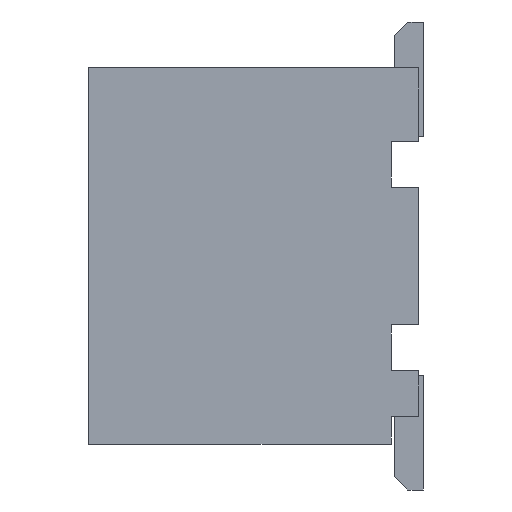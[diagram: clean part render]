
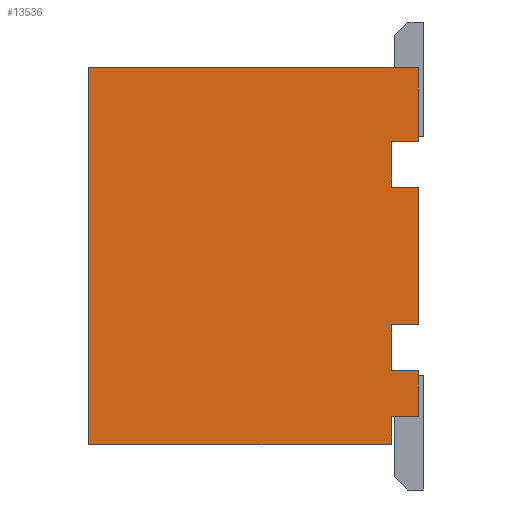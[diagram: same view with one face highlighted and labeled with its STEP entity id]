
A CAD part, left-side view. The second image highlights one B-rep face of the part: STEP entity #13536.
In plain terms, the highlighted planar face has unit normal (-1, 0, 0).
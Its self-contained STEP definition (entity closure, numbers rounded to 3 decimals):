
#1=DIRECTION('',(0.,-1.,0.));
#2=VECTOR('',#1,3.6);
#3=CARTESIAN_POINT('',(-4.9,1.8,2.05));
#4=LINE('',#3,#2);
#5=DIRECTION('',(0.,0.,-1.));
#6=VECTOR('',#5,0.8);
#7=CARTESIAN_POINT('',(-4.9,-1.8,2.05));
#8=LINE('',#7,#6);
#9=DIRECTION('',(0.,1.,0.));
#10=VECTOR('',#9,0.3);
#11=CARTESIAN_POINT('',(-4.9,-1.8,1.25));
#12=LINE('',#11,#10);
#13=DIRECTION('',(0.,0.,-1.));
#14=VECTOR('',#13,0.5);
#15=CARTESIAN_POINT('',(-4.9,-1.5,1.25));
#16=LINE('',#15,#14);
#17=DIRECTION('',(0.,-1.,0.));
#18=VECTOR('',#17,0.3);
#19=CARTESIAN_POINT('',(-4.9,-1.5,0.75));
#20=LINE('',#19,#18);
#21=DIRECTION('',(0.,0.,-1.));
#22=VECTOR('',#21,1.5);
#23=CARTESIAN_POINT('',(-4.9,-1.8,0.75));
#24=LINE('',#23,#22);
#25=DIRECTION('',(0.,1.,0.));
#26=VECTOR('',#25,0.3);
#27=CARTESIAN_POINT('',(-4.9,-1.8,-0.75));
#28=LINE('',#27,#26);
#29=DIRECTION('',(0.,0.,-1.));
#30=VECTOR('',#29,0.5);
#31=CARTESIAN_POINT('',(-4.9,-1.5,-0.75));
#32=LINE('',#31,#30);
#33=DIRECTION('',(0.,-1.,0.));
#34=VECTOR('',#33,0.3);
#35=CARTESIAN_POINT('',(-4.9,-1.5,-1.25));
#36=LINE('',#35,#34);
#37=DIRECTION('',(0.,0.,-1.));
#38=VECTOR('',#37,0.5);
#39=CARTESIAN_POINT('',(-4.9,-1.8,-1.25));
#40=LINE('',#39,#38);
#41=DIRECTION('',(0.,1.,0.));
#42=VECTOR('',#41,0.3);
#43=CARTESIAN_POINT('',(-4.9,-1.8,-1.75));
#44=LINE('',#43,#42);
#45=DIRECTION('',(0.,0.,-1.));
#46=VECTOR('',#45,0.3);
#47=CARTESIAN_POINT('',(-4.9,-1.5,-1.75));
#48=LINE('',#47,#46);
#49=DIRECTION('',(0.,1.,0.));
#50=VECTOR('',#49,3.3);
#51=CARTESIAN_POINT('',(-4.9,-1.5,-2.05));
#52=LINE('',#51,#50);
#53=DIRECTION('',(0.,0.,1.));
#54=VECTOR('',#53,4.1);
#55=CARTESIAN_POINT('',(-4.9,1.8,-2.05));
#56=LINE('',#55,#54);
#10153=CARTESIAN_POINT('',(-4.9,1.8,2.05));
#10154=CARTESIAN_POINT('',(-4.9,-1.8,2.05));
#10155=VERTEX_POINT('',#10153);
#10156=VERTEX_POINT('',#10154);
#10157=CARTESIAN_POINT('',(-4.9,-1.8,1.25));
#10158=VERTEX_POINT('',#10157);
#10159=CARTESIAN_POINT('',(-4.9,-1.5,1.25));
#10160=VERTEX_POINT('',#10159);
#10161=CARTESIAN_POINT('',(-4.9,-1.5,0.75));
#10162=VERTEX_POINT('',#10161);
#10163=CARTESIAN_POINT('',(-4.9,-1.8,0.75));
#10164=VERTEX_POINT('',#10163);
#10165=CARTESIAN_POINT('',(-4.9,-1.8,-0.75));
#10166=VERTEX_POINT('',#10165);
#10167=CARTESIAN_POINT('',(-4.9,-1.5,-0.75));
#10168=VERTEX_POINT('',#10167);
#10169=CARTESIAN_POINT('',(-4.9,-1.5,-1.25));
#10170=VERTEX_POINT('',#10169);
#10171=CARTESIAN_POINT('',(-4.9,-1.8,-1.25));
#10172=VERTEX_POINT('',#10171);
#10173=CARTESIAN_POINT('',(-4.9,-1.8,-1.75));
#10174=VERTEX_POINT('',#10173);
#10175=CARTESIAN_POINT('',(-4.9,-1.5,-1.75));
#10176=VERTEX_POINT('',#10175);
#10177=CARTESIAN_POINT('',(-4.9,-1.5,-2.05));
#10178=VERTEX_POINT('',#10177);
#10179=CARTESIAN_POINT('',(-4.9,1.8,-2.05));
#10180=VERTEX_POINT('',#10179);
#13501=CARTESIAN_POINT('',(-4.9,0.,0.));
#13502=DIRECTION('',(1.,0.,0.));
#13503=DIRECTION('',(0.,0.,-1.));
#13504=AXIS2_PLACEMENT_3D('',#13501,#13502,#13503);
#13505=PLANE('',#13504);
#13507=ORIENTED_EDGE('',*,*,#13506,.T.);
#13509=ORIENTED_EDGE('',*,*,#13508,.T.);
#13511=ORIENTED_EDGE('',*,*,#13510,.T.);
#13513=ORIENTED_EDGE('',*,*,#13512,.T.);
#13515=ORIENTED_EDGE('',*,*,#13514,.T.);
#13517=ORIENTED_EDGE('',*,*,#13516,.T.);
#13519=ORIENTED_EDGE('',*,*,#13518,.T.);
#13521=ORIENTED_EDGE('',*,*,#13520,.T.);
#13523=ORIENTED_EDGE('',*,*,#13522,.T.);
#13525=ORIENTED_EDGE('',*,*,#13524,.T.);
#13527=ORIENTED_EDGE('',*,*,#13526,.T.);
#13529=ORIENTED_EDGE('',*,*,#13528,.T.);
#13531=ORIENTED_EDGE('',*,*,#13530,.T.);
#13533=ORIENTED_EDGE('',*,*,#13532,.T.);
#13534=EDGE_LOOP('',(#13507,#13509,#13511,#13513,#13515,#13517,#13519,#13521,
#13523,#13525,#13527,#13529,#13531,#13533));
#13535=FACE_OUTER_BOUND('',#13534,.F.);
#13536=ADVANCED_FACE('',(#13535),#13505,.F.);
#13506=EDGE_CURVE('',#10155,#10156,#4,.T.);
#13508=EDGE_CURVE('',#10156,#10158,#8,.T.);
#13510=EDGE_CURVE('',#10158,#10160,#12,.T.);
#13512=EDGE_CURVE('',#10160,#10162,#16,.T.);
#13514=EDGE_CURVE('',#10162,#10164,#20,.T.);
#13516=EDGE_CURVE('',#10164,#10166,#24,.T.);
#13518=EDGE_CURVE('',#10166,#10168,#28,.T.);
#13520=EDGE_CURVE('',#10168,#10170,#32,.T.);
#13522=EDGE_CURVE('',#10170,#10172,#36,.T.);
#13524=EDGE_CURVE('',#10172,#10174,#40,.T.);
#13526=EDGE_CURVE('',#10174,#10176,#44,.T.);
#13528=EDGE_CURVE('',#10176,#10178,#48,.T.);
#13530=EDGE_CURVE('',#10178,#10180,#52,.T.);
#13532=EDGE_CURVE('',#10180,#10155,#56,.T.);
